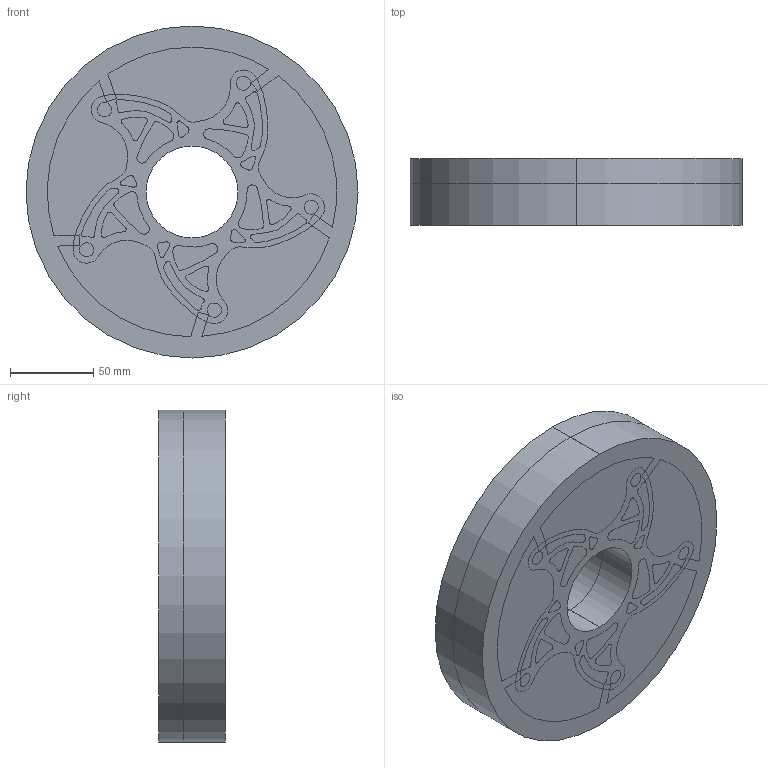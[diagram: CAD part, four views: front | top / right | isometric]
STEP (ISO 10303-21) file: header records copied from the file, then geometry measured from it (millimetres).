
FILE_DESCRIPTION (( 'STEP AP203' ), '1' );
FILE_NAME ('NFR21_SprocketAdapter_CAMAssembly-FINAL.STEP', '2021-05-26T04:20:46', ( '' ), ( '' ), 'SwSTEP 2.0', 'SolidWorks 2020', '' );
FILE_SCHEMA (( 'CONFIG_CONTROL_DESIGN' ));
Length unit declared in the file: inch
Products named in the file (4): NFR21_SprocketAdapter_Final_Machine; SuperTab^NFR21_SprocketAdapter_CAMAssembly-FINAL; sprocket_adapter_blank_sldprt; NFR21_SprocketAdapter_CAMAssembly-FINAL
Assembly tree (3 placements, depth 2):
  NFR21_SprocketAdapter_CAMAssembly-FINAL
    sprocket_adapter_blank_sldprt
    NFR21_SprocketAdapter_Final_Machine
    SuperTab^NFR21_SprocketAdapter_CAMAssembly-FINAL
Bounding box: 198.83 x 39.95 x 198.83 mm (x, y, z)
Volume: 1388777.8 mm3; surface area: 166116 mm2
Topology: 3 solids, 3 shells, 230 faces, 705 edges, 470 vertices
Faces by surface type: cylinder 127, plane 51, bspline 50, torus 2
Entity records: 9676 total; most frequent: CARTESIAN_POINT 3210, ORIENTED_EDGE 1410, DIRECTION 1079, EDGE_CURVE 705, VERTEX_POINT 470, AXIS2_PLACEMENT_3D 406, EDGE_LOOP 275, LINE 267
